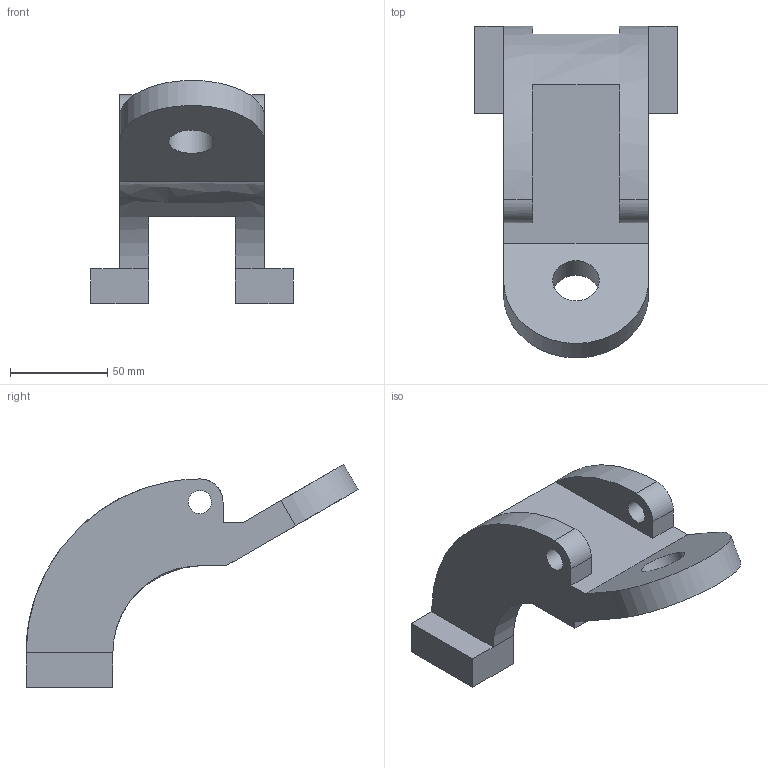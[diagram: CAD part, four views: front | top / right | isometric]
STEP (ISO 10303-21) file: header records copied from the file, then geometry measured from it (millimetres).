
FILE_DESCRIPTION(('FreeCAD Model'),'2;1');
FILE_NAME('Open CASCADE Shape Model','2025-05-03T19:09:45',('FreeCAD'),( 'FreeCAD'),'Open CASCADE STEP processor 7.6','FreeCAD','Unknown');
FILE_SCHEMA(('AUTOMOTIVE_DESIGN { 1 0 10303 214 1 1 1 1 }'));
Length unit declared in the file: millimetre
Products named in the file (1): Open CASCADE STEP translator 7.6 1
Bounding box: 104.39 x 170.9 x 114.79 mm (x, y, z)
Volume: 398344.8 mm3; surface area: 55897.4 mm2
Topology: 1 solids, 1 shells, 31 faces, 83 edges, 54 vertices
Faces by surface type: bspline 31
Entity records: 948 total; most frequent: CARTESIAN_POINT 439, ORIENTED_EDGE 166, EDGE_CURVE 83, B_SPLINE_CURVE_WITH_KNOTS 61, VERTEX_POINT 54, FACE_BOUND 37, EDGE_LOOP 37, ADVANCED_FACE 31
